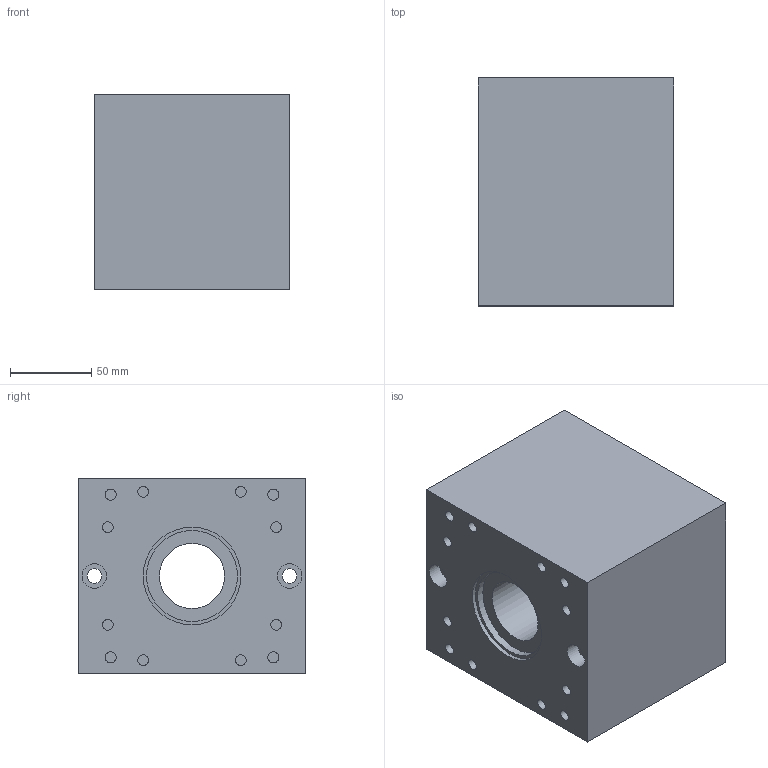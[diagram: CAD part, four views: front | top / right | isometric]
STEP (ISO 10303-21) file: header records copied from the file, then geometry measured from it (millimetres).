
FILE_DESCRIPTION((''),'2;1');
FILE_NAME('SL0684S.ipt.step','2007-09-10T15:14:18',(''),(''),'Autodesk Inventor 11','Autodesk Inventor 11','');
FILE_SCHEMA(('AUTOMOTIVE_DESIGN { 1 0 10303 214 1 1 1 1 }'));
Length unit declared in the file: millimetre
Products named in the file (1): SL0684S
Bounding box: 120 x 140 x 120 mm (x, y, z)
Volume: 1813005.2 mm3; surface area: 124806.7 mm2
Topology: 1 solids, 1 shells, 178 faces, 343 edges, 228 vertices
Faces by surface type: plane 90, bspline 51, cylinder 35, cone 2
Full cylindrical faces by diameter (mm): 4.917 x2, 5 x2, 6.647 x14, 10 x4, 11 x4, 13 x2, 15 x4, 40 x1, 56 x1, 60 x1
Entity records: 4533 total; most frequent: CARTESIAN_POINT 1192, DIRECTION 648, ORIENTED_EDGE 548, EDGE_LOOP 308, EDGE_CURVE 274, AXIS2_PLACEMENT_3D 246, VERTEX_POINT 222, FACE_OUTER_BOUND 178
